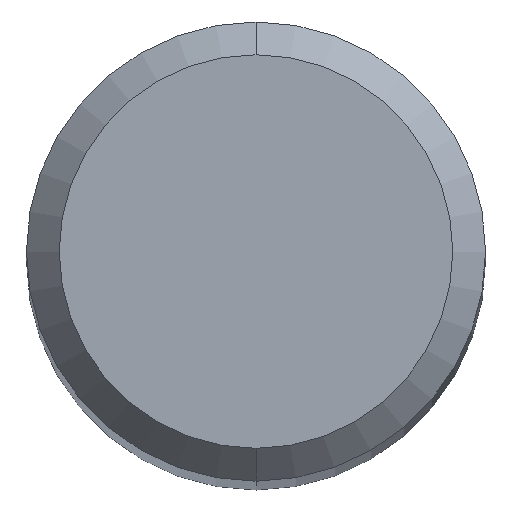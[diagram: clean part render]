
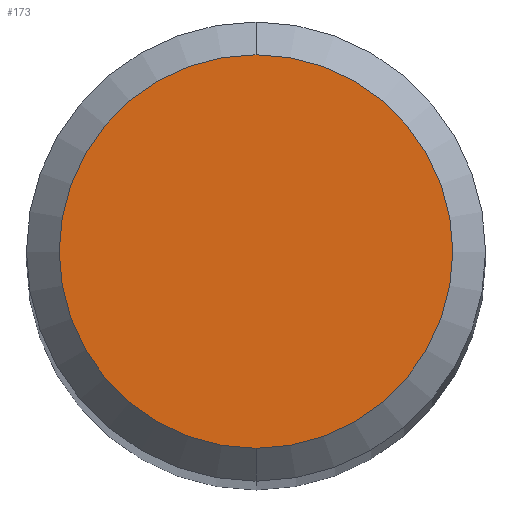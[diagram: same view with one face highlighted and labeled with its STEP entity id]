
A CAD part, top view. The second image highlights one B-rep face of the part: STEP entity #173.
In plain terms, the highlighted planar face has unit normal (0, 0, 1).
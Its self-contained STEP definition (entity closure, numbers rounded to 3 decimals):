
#173=ADVANCED_FACE('',(#393),#394,.T.);
#199=VERTEX_POINT('',#424);
#301=VERTEX_POINT('',#538);
#317=EDGE_CURVE('',#199,#301,#556,.T.);
#319=EDGE_CURVE('',#301,#199,#558,.T.);
#393=FACE_OUTER_BOUND('',#640,.T.);
#394=PLANE('',#641);
#424=CARTESIAN_POINT('',(0.0,1.2,0.0));
#538=CARTESIAN_POINT('',(0.,-1.2,0.0));
#556=CIRCLE('',#851,1.2);
#558=CIRCLE('',#854,1.2);
#640=EDGE_LOOP('',(#933,#934));
#641=AXIS2_PLACEMENT_3D('',#935,#936,#937);
#851=AXIS2_PLACEMENT_3D('',#1128,#1129,#1130);
#854=AXIS2_PLACEMENT_3D('',#1131,#1132,#1133);
#933=ORIENTED_EDGE('',*,*,#317,.F.);
#934=ORIENTED_EDGE('',*,*,#319,.F.);
#935=CARTESIAN_POINT('',(0.0,0.6,0.0));
#936=DIRECTION('',(-0.0,0.0,1.0));
#937=DIRECTION('',(0.0,-1.0,0.0));
#1128=CARTESIAN_POINT('',(0.0,0.0,0.0));
#1129=DIRECTION('',(0.0,0.0,-1.0));
#1130=DIRECTION('',(0.0,1.0,0.0));
#1131=CARTESIAN_POINT('',(0.0,0.0,0.0));
#1132=DIRECTION('',(0.0,0.0,-1.0));
#1133=DIRECTION('',(0.0,1.0,0.0));
